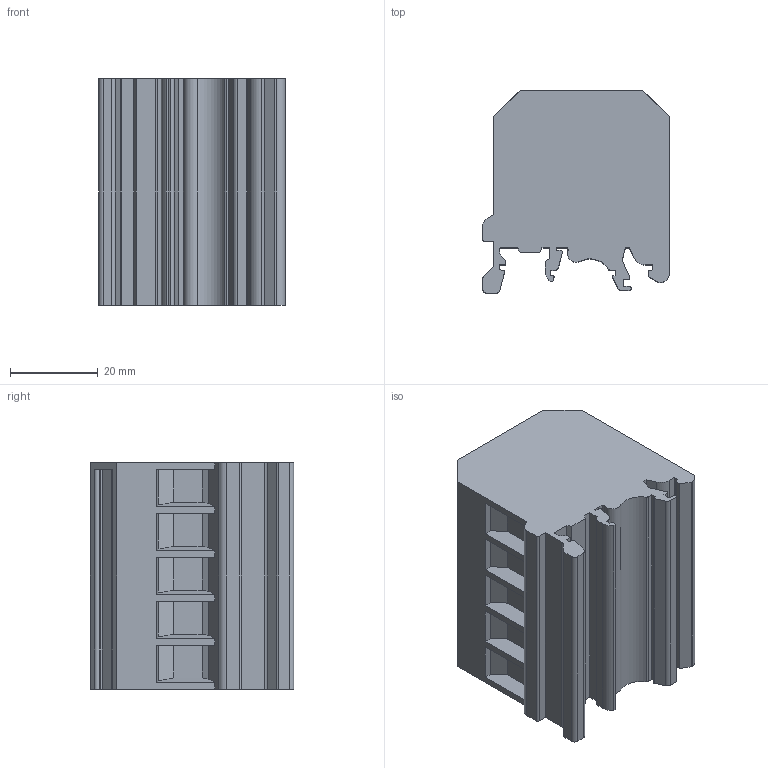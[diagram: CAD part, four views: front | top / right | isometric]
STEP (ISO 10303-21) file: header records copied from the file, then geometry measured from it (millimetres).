
FILE_DESCRIPTION(/* description */ ('Unknown'),/* implementation_level */ '2;1');
FILE_NAME(/* name */ 'DBK5_3D_SOLID',/* time_stamp */ '2025-01-11T09:45:43+05:00',/* author */ ('Unknown'),/* organization */ ('Unknown'),/* preprocessor_version */ 'ST-DEVELOPER v16.7',/* originating_system */ 'Solid Edge',/* authorisation */ 'Unknown');
FILE_SCHEMA (('AUTOMOTIVE_DESIGN {1 0 10303 214 3 1 1}'));
Length unit declared in the file: millimetre
Products named in the file (1): DBK5_3D_SOLID
Bounding box: 42.5 x 46.4 x 51.62 mm (x, y, z)
Volume: 69577.9 mm3; surface area: 22340.3 mm2
Topology: 1 solids, 5 shells, 494 faces, 1353 edges, 888 vertices
Faces by surface type: plane 393, cylinder 67, torus 20, cone 10, bspline 4
Full cylindrical faces by diameter (mm): 6.5 x10
Entity records: 18967 total; most frequent: CARTESIAN_POINT 3036, ORIENTED_EDGE 2646, DIRECTION 2445, EDGE_CURVE 1323, LINE 1007, VECTOR 1007, VERTEX_POINT 878, AXIS2_PLACEMENT_3D 719
